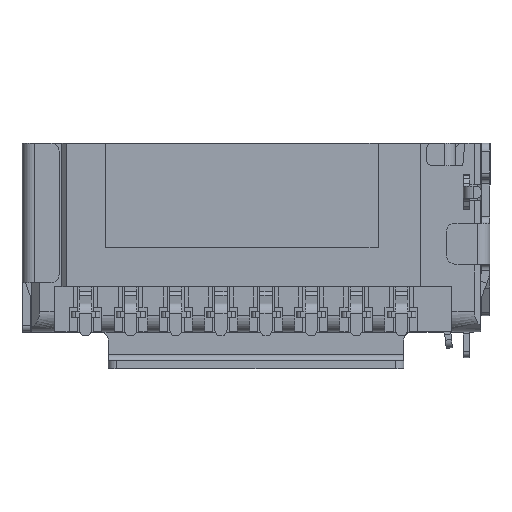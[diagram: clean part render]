
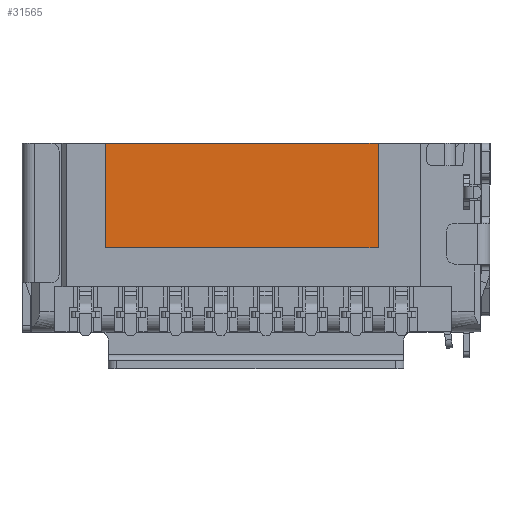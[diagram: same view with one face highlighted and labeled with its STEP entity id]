
A CAD part, top view. The second image highlights one B-rep face of the part: STEP entity #31565.
In plain terms, the highlighted free-form (B-spline) face has degree [1, 1] with [2, 2] control points.
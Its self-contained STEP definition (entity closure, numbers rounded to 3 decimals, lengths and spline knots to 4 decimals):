
#1215 = ORIENTED_EDGE ( 'NONE', *, *, #3069, .F. ) ;
#1743 = CARTESIAN_POINT ( 'NONE',  ( 2.975, 4.6, -0.8 ) ) ;
#2144 = CARTESIAN_POINT ( 'NONE',  ( -3.808, 4.651, -0.8 ) ) ;
#2311 = ORIENTED_EDGE ( 'NONE', *, *, #39255, .F. ) ;
#3011 = EDGE_CURVE ( 'NONE', #12314, #27138, #27758, .T. ) ;
#3069 = EDGE_CURVE ( 'NONE', #40242, #25425, #31600, .T. ) ;
#3784 = EDGE_LOOP ( 'NONE', ( #4081, #2311, #1215, #11003 ) ) ;
#4081 = ORIENTED_EDGE ( 'NONE', *, *, #3011, .F. ) ;
#5393 = CARTESIAN_POINT ( 'NONE',  ( 2.975, 2.05, -0.8 ) ) ;
#7371 = EDGE_CURVE ( 'NONE', #27138, #40242, #43532, .T. ) ;
#7432 = DIRECTION ( 'NONE',  ( 1., 0., 0. ) ) ;
#8233 = CARTESIAN_POINT ( 'NONE',  ( 3.108, 1.999, -0.8 ) ) ;
#11003 = ORIENTED_EDGE ( 'NONE', *, *, #7371, .F. ) ;
#11640 = FACE_OUTER_BOUND ( 'NONE', #3784, .T. ) ;
#12314 = VERTEX_POINT ( 'NONE', #34255 ) ;
#15512 = CARTESIAN_POINT ( 'NONE',  ( -3.675, 2.05, -0.8 ) ) ;
#19770 = DIRECTION ( 'NONE',  ( 0., -1., 0. ) ) ;
#23044 = VECTOR ( 'NONE', #7432, 1000. ) ;
#24218 = CARTESIAN_POINT ( 'NONE',  ( 2.975, 4.6, -0.8 ) ) ;
#24601 = CARTESIAN_POINT ( 'NONE',  ( 2.975, 2.05, -0.8 ) ) ;
#25425 = VERTEX_POINT ( 'NONE', #29242 ) ;
#26129 = DIRECTION ( 'NONE',  ( 0., 1., 0. ) ) ;
#27138 = VERTEX_POINT ( 'NONE', #24218 ) ;
#27758 = LINE ( 'NONE', #38410, #23044 ) ;
#29242 = CARTESIAN_POINT ( 'NONE',  ( -3.675, 2.05, -0.8 ) ) ;
#31565 = ADVANCED_FACE ( 'NONE', ( #11640 ), #44693, .T. ) ;
#31600 = LINE ( 'NONE', #24601, #35310 ) ;
#32064 = DIRECTION ( 'NONE',  ( -1., 0., 0. ) ) ;
#33083 = CARTESIAN_POINT ( 'NONE',  ( 3.108, 4.651, -0.8 ) ) ;
#34255 = CARTESIAN_POINT ( 'NONE',  ( -3.675, 4.6, -0.8 ) ) ;
#34843 = VECTOR ( 'NONE', #19770, 1000. ) ;
#35310 = VECTOR ( 'NONE', #32064, 1000. ) ;
#36693 = CARTESIAN_POINT ( 'NONE',  ( -3.808, 1.999, -0.8 ) ) ;
#38410 = CARTESIAN_POINT ( 'NONE',  ( -3.675, 4.6, -0.8 ) ) ;
#38513 = VECTOR ( 'NONE', #26129, 1000. ) ;
#39255 = EDGE_CURVE ( 'NONE', #25425, #12314, #39921, .T. ) ;
#39921 = LINE ( 'NONE', #15512, #38513 ) ;
#40242 = VERTEX_POINT ( 'NONE', #5393 ) ;
#43532 = LINE ( 'NONE', #1743, #34843 ) ;
#44693 = B_SPLINE_SURFACE_WITH_KNOTS ( 'NONE', 1, 1, ( 
 ( #33083, #8233 ),
 ( #2144, #36693 ) ),
 .UNSPECIFIED., .F., .F., .F.,
 ( 2, 2 ),
 ( 2, 2 ),
 ( -3.458, 3.458 ),
 ( -1.326, 1.326 ),
 .UNSPECIFIED. ) ;
